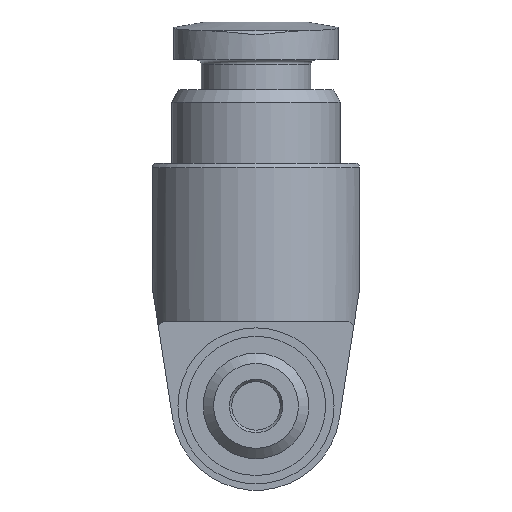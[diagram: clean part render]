
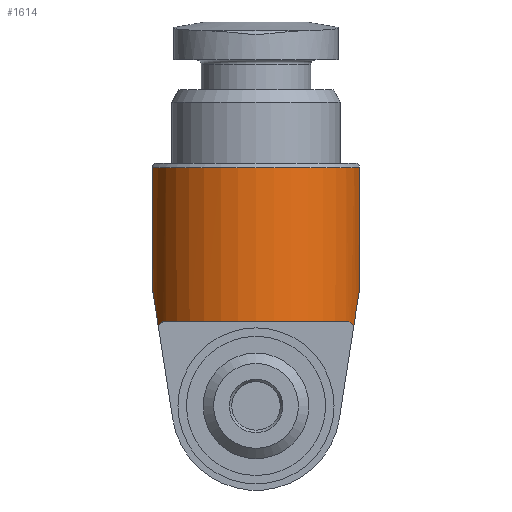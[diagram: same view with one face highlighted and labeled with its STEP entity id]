
A CAD part, front view. The second image highlights one B-rep face of the part: STEP entity #1614.
In plain terms, the highlighted cylindrical face has radius 5 mm (diameter 10 mm), a partial arc.
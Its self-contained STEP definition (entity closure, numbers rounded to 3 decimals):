
#20=ELLIPSE('',#1725,32.652,5.);
#21=ELLIPSE('',#1727,32.652,5.);
#30=CYLINDRICAL_SURFACE('',#1724,5.);
#76=LINE('',#2421,#128);
#77=LINE('',#2428,#129);
#128=VECTOR('',#1946,1000.);
#129=VECTOR('',#1953,1000.);
#212=B_SPLINE_CURVE_WITH_KNOTS('',3,(#2362,#2363,#2364,#2365),
 .UNSPECIFIED.,.F.,.F.,(4,4),(0.,0.001),
 .UNSPECIFIED.);
#214=B_SPLINE_CURVE_WITH_KNOTS('',3,(#2383,#2384,#2385,#2386,#2387),
 .UNSPECIFIED.,.F.,.F.,(4,1,4),(0.,0.,0.001),
 .UNSPECIFIED.);
#318=ORIENTED_EDGE('',*,*,#601,.F.);
#319=ORIENTED_EDGE('',*,*,#602,.F.);
#320=ORIENTED_EDGE('',*,*,#579,.T.);
#321=ORIENTED_EDGE('',*,*,#603,.T.);
#322=ORIENTED_EDGE('',*,*,#585,.T.);
#323=ORIENTED_EDGE('',*,*,#604,.F.);
#324=ORIENTED_EDGE('',*,*,#605,.F.);
#325=ORIENTED_EDGE('',*,*,#606,.T.);
#579=EDGE_CURVE('',#717,#719,#212,.T.);
#585=EDGE_CURVE('',#726,#724,#214,.T.);
#601=EDGE_CURVE('',#737,#738,#76,.F.);
#602=EDGE_CURVE('',#717,#737,#20,.T.);
#603=EDGE_CURVE('',#719,#726,#806,.F.);
#604=EDGE_CURVE('',#739,#724,#21,.T.);
#605=EDGE_CURVE('',#740,#739,#77,.T.);
#606=EDGE_CURVE('',#740,#738,#807,.T.);
#717=VERTEX_POINT('',#2357);
#719=VERTEX_POINT('',#2361);
#724=VERTEX_POINT('',#2381);
#726=VERTEX_POINT('',#2388);
#737=VERTEX_POINT('',#2422);
#738=VERTEX_POINT('',#2423);
#739=VERTEX_POINT('',#2427);
#740=VERTEX_POINT('',#2429);
#806=CIRCLE('',#1726,5.);
#807=CIRCLE('',#1728,5.);
#862=EDGE_LOOP('',(#318,#319,#320,#321,#322,#323,#324,#325));
#974=FACE_BOUND('',#862,.T.);
#1614=ADVANCED_FACE('',(#974),#30,.T.);
#1724=AXIS2_PLACEMENT_3D('',#2420,#1944,#1945);
#1725=AXIS2_PLACEMENT_3D('',#2424,#1947,#1948);
#1726=AXIS2_PLACEMENT_3D('',#2425,#1949,#1950);
#1727=AXIS2_PLACEMENT_3D('',#2426,#1951,#1952);
#1728=AXIS2_PLACEMENT_3D('',#2430,#1954,#1955);
#1944=DIRECTION('',(0.,0.,-1.));
#1945=DIRECTION('',(-1.,0.,0.));
#1946=DIRECTION('',(0.,0.,-1.));
#1947=DIRECTION('',(-0.988,0.,-0.153));
#1948=DIRECTION('',(0.153,0.,-0.988));
#1949=DIRECTION('',(0.,0.,-1.));
#1950=DIRECTION('',(-1.,0.,0.));
#1951=DIRECTION('',(0.988,0.,-0.153));
#1952=DIRECTION('',(-0.153,0.,-0.988));
#1953=DIRECTION('',(0.,0.,-1.));
#1954=DIRECTION('',(0.,0.,-1.));
#1955=DIRECTION('',(-1.,0.,0.));
#2357=CARTESIAN_POINT('',(-4.632,5.416,3.768));
#2361=CARTESIAN_POINT('',(-4.269,4.697,4.));
#2362=CARTESIAN_POINT('',(-4.632,5.416,3.768));
#2363=CARTESIAN_POINT('',(-4.548,5.211,3.948));
#2364=CARTESIAN_POINT('',(-4.417,4.94,4.));
#2365=CARTESIAN_POINT('',(-4.269,4.697,4.));
#2381=CARTESIAN_POINT('',(4.632,5.416,3.768));
#2383=CARTESIAN_POINT('',(4.269,4.697,4.));
#2384=CARTESIAN_POINT('',(4.343,4.819,4.));
#2385=CARTESIAN_POINT('',(4.478,5.062,3.96));
#2386=CARTESIAN_POINT('',(4.59,5.314,3.858));
#2387=CARTESIAN_POINT('',(4.632,5.416,3.768));
#2388=CARTESIAN_POINT('',(4.269,4.697,4.));
#2420=CARTESIAN_POINT('',(0.,7.3,3.5));
#2421=CARTESIAN_POINT('',(-4.9,6.305,3.5));
#2422=CARTESIAN_POINT('',(-4.9,6.305,5.5));
#2423=CARTESIAN_POINT('',(-4.9,6.305,11.3));
#2424=CARTESIAN_POINT('',(0.,7.3,-26.122));
#2425=CARTESIAN_POINT('',(0.,7.3,4.));
#2426=CARTESIAN_POINT('',(0.,7.3,-26.122));
#2427=CARTESIAN_POINT('',(4.9,6.305,5.5));
#2428=CARTESIAN_POINT('',(4.9,6.305,3.5));
#2429=CARTESIAN_POINT('',(4.9,6.305,11.3));
#2430=CARTESIAN_POINT('',(0.,7.3,11.3));
